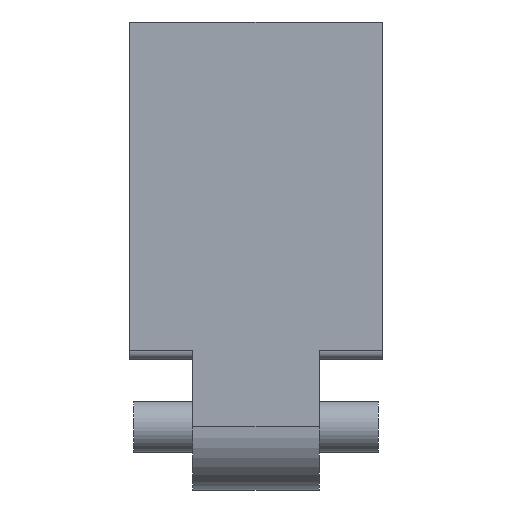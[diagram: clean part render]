
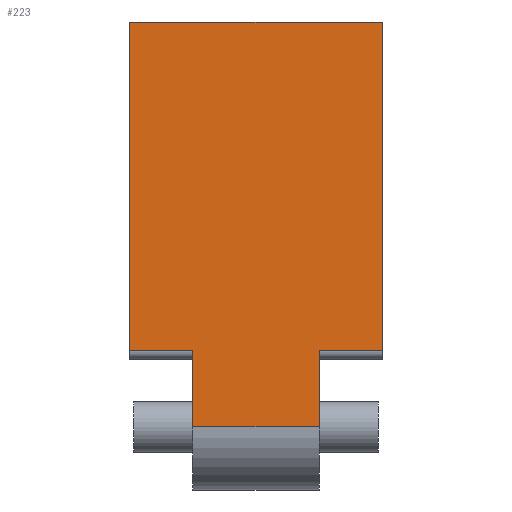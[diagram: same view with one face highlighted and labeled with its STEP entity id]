
A CAD part, front view. The second image highlights one B-rep face of the part: STEP entity #223.
In plain terms, the highlighted planar face has unit normal (0, -1, 0).
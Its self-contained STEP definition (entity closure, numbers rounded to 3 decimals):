
#2 = DIRECTION ( 'NONE',  ( 1., 0., 0. ) ) ;
#15 = DIRECTION ( 'NONE',  ( -1., 0., 0. ) ) ;
#45 = EDGE_CURVE ( 'NONE', #329, #289, #159, .T. ) ;
#52 = FACE_OUTER_BOUND ( 'NONE', #69, .T. ) ;
#54 = VECTOR ( 'NONE', #614, 1000. ) ;
#63 = LINE ( 'NONE', #458, #236 ) ;
#65 = DIRECTION ( 'NONE',  ( 0., 0., -1. ) ) ;
#69 = EDGE_LOOP ( 'NONE', ( #87, #195, #387, #539, #97, #296, #83, #152 ) ) ;
#71 = CARTESIAN_POINT ( 'NONE',  ( 15., -7.5, 40. ) ) ;
#80 = VERTEX_POINT ( 'NONE', #561 ) ;
#83 = ORIENTED_EDGE ( 'NONE', *, *, #92, .F. ) ;
#87 = ORIENTED_EDGE ( 'NONE', *, *, #200, .T. ) ;
#91 = DIRECTION ( 'NONE',  ( 0., 0., 1. ) ) ;
#92 = EDGE_CURVE ( 'NONE', #381, #482, #164, .T. ) ;
#94 = LINE ( 'NONE', #156, #591 ) ;
#97 = ORIENTED_EDGE ( 'NONE', *, *, #467, .F. ) ;
#110 = CARTESIAN_POINT ( 'NONE',  ( -7.5, -7.5, -8. ) ) ;
#114 = LINE ( 'NONE', #321, #54 ) ;
#137 = CARTESIAN_POINT ( 'NONE',  ( -15., -7.5, 40. ) ) ;
#140 = CARTESIAN_POINT ( 'NONE',  ( -7.5, -7.5, 1. ) ) ;
#142 = DIRECTION ( 'NONE',  ( 0., 0., -1. ) ) ;
#152 = ORIENTED_EDGE ( 'NONE', *, *, #366, .F. ) ;
#156 = CARTESIAN_POINT ( 'NONE',  ( -15., -7.5, 1. ) ) ;
#159 = LINE ( 'NONE', #360, #347 ) ;
#164 = LINE ( 'NONE', #71, #631 ) ;
#195 = ORIENTED_EDGE ( 'NONE', *, *, #401, .T. ) ;
#200 = EDGE_CURVE ( 'NONE', #220, #80, #291, .T. ) ;
#220 = VERTEX_POINT ( 'NONE', #547 ) ;
#223 = ADVANCED_FACE ( 'NONE', ( #52 ), #583, .F. ) ;
#235 = VERTEX_POINT ( 'NONE', #242 ) ;
#236 = VECTOR ( 'NONE', #15, 1000. ) ;
#242 = CARTESIAN_POINT ( 'NONE',  ( 7.5, -7.5, 1. ) ) ;
#249 = VERTEX_POINT ( 'NONE', #543 ) ;
#253 = VECTOR ( 'NONE', #142, 1000. ) ;
#260 = LINE ( 'NONE', #629, #392 ) ;
#289 = VERTEX_POINT ( 'NONE', #110 ) ;
#290 = CARTESIAN_POINT ( 'NONE',  ( -15., -7.5, 1. ) ) ;
#291 = LINE ( 'NONE', #450, #253 ) ;
#296 = ORIENTED_EDGE ( 'NONE', *, *, #404, .T. ) ;
#307 = DIRECTION ( 'NONE',  ( 0., 0., -1. ) ) ;
#317 = VECTOR ( 'NONE', #2, 1000. ) ;
#321 = CARTESIAN_POINT ( 'NONE',  ( 7.5, -7.5, -8. ) ) ;
#329 = VERTEX_POINT ( 'NONE', #140 ) ;
#347 = VECTOR ( 'NONE', #307, 1000. ) ;
#357 = LINE ( 'NONE', #290, #317 ) ;
#360 = CARTESIAN_POINT ( 'NONE',  ( -7.5, -7.5, -8. ) ) ;
#366 = EDGE_CURVE ( 'NONE', #220, #381, #260, .T. ) ;
#381 = VERTEX_POINT ( 'NONE', #388 ) ;
#387 = ORIENTED_EDGE ( 'NONE', *, *, #45, .T. ) ;
#388 = CARTESIAN_POINT ( 'NONE',  ( 15., -7.5, 40. ) ) ;
#392 = VECTOR ( 'NONE', #546, 1000. ) ;
#401 = EDGE_CURVE ( 'NONE', #80, #329, #94, .T. ) ;
#404 = EDGE_CURVE ( 'NONE', #235, #482, #357, .T. ) ;
#450 = CARTESIAN_POINT ( 'NONE',  ( -15., -7.5, 40. ) ) ;
#458 = CARTESIAN_POINT ( 'NONE',  ( 7.5, -7.5, -8. ) ) ;
#467 = EDGE_CURVE ( 'NONE', #235, #249, #114, .T. ) ;
#478 = AXIS2_PLACEMENT_3D ( 'NONE', #137, #597, #91 ) ;
#482 = VERTEX_POINT ( 'NONE', #514 ) ;
#514 = CARTESIAN_POINT ( 'NONE',  ( 15., -7.5, 1. ) ) ;
#539 = ORIENTED_EDGE ( 'NONE', *, *, #568, .F. ) ;
#543 = CARTESIAN_POINT ( 'NONE',  ( 7.5, -7.5, -8. ) ) ;
#546 = DIRECTION ( 'NONE',  ( 1., 0., 0. ) ) ;
#547 = CARTESIAN_POINT ( 'NONE',  ( -15., -7.5, 40. ) ) ;
#550 = DIRECTION ( 'NONE',  ( 1., 0., 0. ) ) ;
#561 = CARTESIAN_POINT ( 'NONE',  ( -15., -7.5, 1. ) ) ;
#568 = EDGE_CURVE ( 'NONE', #249, #289, #63, .T. ) ;
#583 = PLANE ( 'NONE',  #478 ) ;
#591 = VECTOR ( 'NONE', #550, 1000. ) ;
#597 = DIRECTION ( 'NONE',  ( 0., 1., 0. ) ) ;
#614 = DIRECTION ( 'NONE',  ( 0., 0., -1. ) ) ;
#629 = CARTESIAN_POINT ( 'NONE',  ( -15., -7.5, 40. ) ) ;
#631 = VECTOR ( 'NONE', #65, 1000. ) ;
